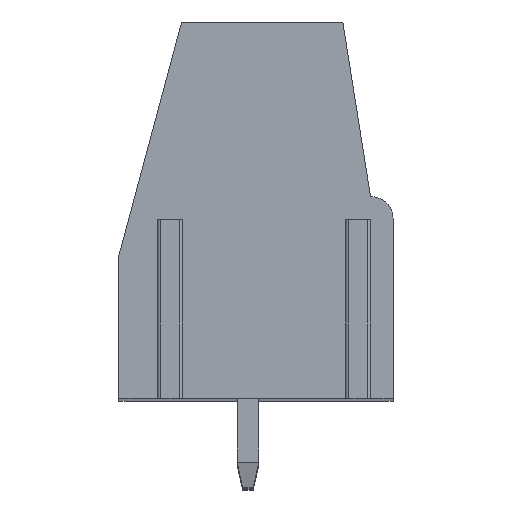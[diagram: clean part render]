
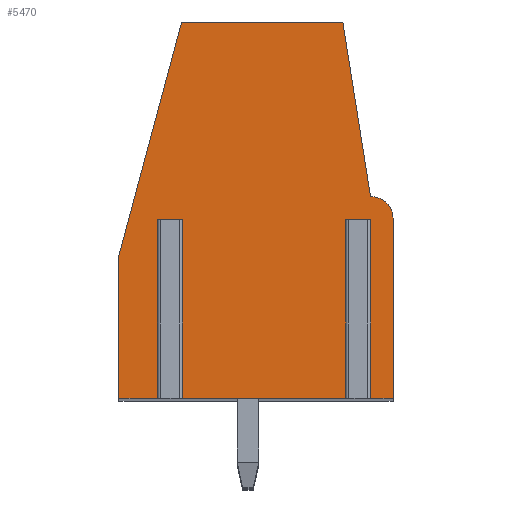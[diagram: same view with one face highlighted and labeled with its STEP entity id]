
A CAD part, top view. The second image highlights one B-rep face of the part: STEP entity #5470.
In plain terms, the highlighted planar face has unit normal (0, 0, 1).
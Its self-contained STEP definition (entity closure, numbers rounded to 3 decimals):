
#876=DIRECTION('',(1.,0.,0.));
#877=VECTOR('',#876,0.57);
#878=CARTESIAN_POINT('',(-3.485,-0.35,2.5));
#879=LINE('',#878,#877);
#880=DIRECTION('',(0.,1.,0.));
#881=VECTOR('',#880,6.65);
#882=CARTESIAN_POINT('',(-3.485,-7.,2.5));
#883=LINE('',#882,#881);
#884=DIRECTION('',(1.,0.,0.));
#885=VECTOR('',#884,1.615);
#886=CARTESIAN_POINT('',(-5.1,-7.,2.5));
#887=LINE('',#886,#885);
#888=DIRECTION('',(0.,-1.,0.));
#889=VECTOR('',#888,5.3);
#890=CARTESIAN_POINT('',(-5.1,-1.7,2.5));
#891=LINE('',#890,#889);
#892=DIRECTION('',(-0.259,-0.966,0.));
#893=VECTOR('',#892,9.007);
#894=CARTESIAN_POINT('',(-2.769,7.,2.5));
#895=LINE('',#894,#893);
#896=DIRECTION('',(-1.,0.,0.));
#897=VECTOR('',#896,6.);
#898=CARTESIAN_POINT('',(3.231,7.,2.5));
#899=LINE('',#898,#897);
#900=DIRECTION('',(-0.156,0.988,0.));
#901=VECTOR('',#900,6.581);
#902=CARTESIAN_POINT('',(4.261,0.5,2.5));
#903=LINE('',#902,#901);
#904=DIRECTION('',(-1.,0.,0.));
#905=VECTOR('',#904,0.039);
#906=CARTESIAN_POINT('',(4.3,0.5,2.5));
#907=LINE('',#906,#905);
#908=CARTESIAN_POINT('',(4.3,-0.3,2.5));
#909=DIRECTION('',(0.,0.,1.));
#910=DIRECTION('',(1.,0.,0.));
#911=AXIS2_PLACEMENT_3D('',#908,#909,#910);
#913=DIRECTION('',(0.,1.,0.));
#914=VECTOR('',#913,6.7);
#915=CARTESIAN_POINT('',(5.1,-7.,2.5));
#916=LINE('',#915,#914);
#917=DIRECTION('',(1.,0.,0.));
#918=VECTOR('',#917,1.015);
#919=CARTESIAN_POINT('',(4.085,-7.,2.5));
#920=LINE('',#919,#918);
#921=DIRECTION('',(0.,1.,0.));
#922=VECTOR('',#921,6.65);
#923=CARTESIAN_POINT('',(4.085,-7.,2.5));
#924=LINE('',#923,#922);
#925=DIRECTION('',(1.,0.,0.));
#926=VECTOR('',#925,0.57);
#927=CARTESIAN_POINT('',(3.515,-0.35,2.5));
#928=LINE('',#927,#926);
#929=DIRECTION('',(0.,1.,0.));
#930=VECTOR('',#929,6.65);
#931=CARTESIAN_POINT('',(3.515,-7.,2.5));
#932=LINE('',#931,#930);
#933=DIRECTION('',(1.,0.,0.));
#934=VECTOR('',#933,6.43);
#935=CARTESIAN_POINT('',(-2.915,-7.,2.5));
#936=LINE('',#935,#934);
#937=DIRECTION('',(0.,1.,0.));
#938=VECTOR('',#937,6.65);
#939=CARTESIAN_POINT('',(-2.915,-7.,2.5));
#940=LINE('',#939,#938);
#3607=CARTESIAN_POINT('',(-2.769,7.,2.5));
#3608=CARTESIAN_POINT('',(-5.1,-1.7,2.5));
#3609=VERTEX_POINT('',#3607);
#3610=VERTEX_POINT('',#3608);
#3611=CARTESIAN_POINT('',(-5.1,-7.,2.5));
#3612=VERTEX_POINT('',#3611);
#3613=CARTESIAN_POINT('',(5.1,-7.,2.5));
#3614=CARTESIAN_POINT('',(5.1,-0.3,2.5));
#3615=VERTEX_POINT('',#3613);
#3616=VERTEX_POINT('',#3614);
#3617=CARTESIAN_POINT('',(4.3,0.5,2.5));
#3618=VERTEX_POINT('',#3617);
#3619=CARTESIAN_POINT('',(4.261,0.5,2.5));
#3620=VERTEX_POINT('',#3619);
#3621=CARTESIAN_POINT('',(3.231,7.,2.5));
#3622=VERTEX_POINT('',#3621);
#3703=CARTESIAN_POINT('',(-3.485,-0.35,2.5));
#3704=CARTESIAN_POINT('',(-2.915,-0.35,2.5));
#3705=VERTEX_POINT('',#3703);
#3706=VERTEX_POINT('',#3704);
#3707=CARTESIAN_POINT('',(3.515,-0.35,2.5));
#3708=CARTESIAN_POINT('',(4.085,-0.35,2.5));
#3709=VERTEX_POINT('',#3707);
#3710=VERTEX_POINT('',#3708);
#3711=CARTESIAN_POINT('',(-2.915,-7.,2.5));
#3712=VERTEX_POINT('',#3711);
#3713=CARTESIAN_POINT('',(-3.485,-7.,2.5));
#3714=VERTEX_POINT('',#3713);
#3715=CARTESIAN_POINT('',(4.085,-7.,2.5));
#3716=VERTEX_POINT('',#3715);
#3717=CARTESIAN_POINT('',(3.515,-7.,2.5));
#3718=VERTEX_POINT('',#3717);
#5441=CARTESIAN_POINT('',(0.,0.,2.5));
#5442=DIRECTION('',(0.,0.,1.));
#5443=DIRECTION('',(1.,0.,0.));
#5444=AXIS2_PLACEMENT_3D('',#5441,#5442,#5443);
#5445=PLANE('',#5444);
#5447=ORIENTED_EDGE('',*,*,#5446,.F.);
#5449=ORIENTED_EDGE('',*,*,#5448,.F.);
#5450=ORIENTED_EDGE('',*,*,#4833,.F.);
#5451=ORIENTED_EDGE('',*,*,#5144,.F.);
#5452=ORIENTED_EDGE('',*,*,#5158,.F.);
#5453=ORIENTED_EDGE('',*,*,#5172,.F.);
#5454=ORIENTED_EDGE('',*,*,#5264,.F.);
#5455=ORIENTED_EDGE('',*,*,#5278,.F.);
#5456=ORIENTED_EDGE('',*,*,#5292,.F.);
#5457=ORIENTED_EDGE('',*,*,#5305,.F.);
#5458=ORIENTED_EDGE('',*,*,#4857,.F.);
#5460=ORIENTED_EDGE('',*,*,#5459,.T.);
#5462=ORIENTED_EDGE('',*,*,#5461,.F.);
#5464=ORIENTED_EDGE('',*,*,#5463,.F.);
#5465=ORIENTED_EDGE('',*,*,#4845,.F.);
#5467=ORIENTED_EDGE('',*,*,#5466,.T.);
#5468=EDGE_LOOP('',(#5447,#5449,#5450,#5451,#5452,#5453,#5454,#5455,#5456,#5457,
#5458,#5460,#5462,#5464,#5465,#5467));
#5469=FACE_OUTER_BOUND('',#5468,.F.);
#912=CIRCLE('',#911,0.8);
#4833=EDGE_CURVE('',#3612,#3714,#887,.T.);
#4845=EDGE_CURVE('',#3712,#3718,#936,.T.);
#4857=EDGE_CURVE('',#3716,#3615,#920,.T.);
#5144=EDGE_CURVE('',#3610,#3612,#891,.T.);
#5158=EDGE_CURVE('',#3609,#3610,#895,.T.);
#5172=EDGE_CURVE('',#3622,#3609,#899,.T.);
#5264=EDGE_CURVE('',#3620,#3622,#903,.T.);
#5278=EDGE_CURVE('',#3618,#3620,#907,.T.);
#5292=EDGE_CURVE('',#3616,#3618,#912,.T.);
#5305=EDGE_CURVE('',#3615,#3616,#916,.T.);
#5446=EDGE_CURVE('',#3705,#3706,#879,.T.);
#5448=EDGE_CURVE('',#3714,#3705,#883,.T.);
#5459=EDGE_CURVE('',#3716,#3710,#924,.T.);
#5461=EDGE_CURVE('',#3709,#3710,#928,.T.);
#5463=EDGE_CURVE('',#3718,#3709,#932,.T.);
#5466=EDGE_CURVE('',#3712,#3706,#940,.T.);
#5470=ADVANCED_FACE('',(#5469),#5445,.T.);
